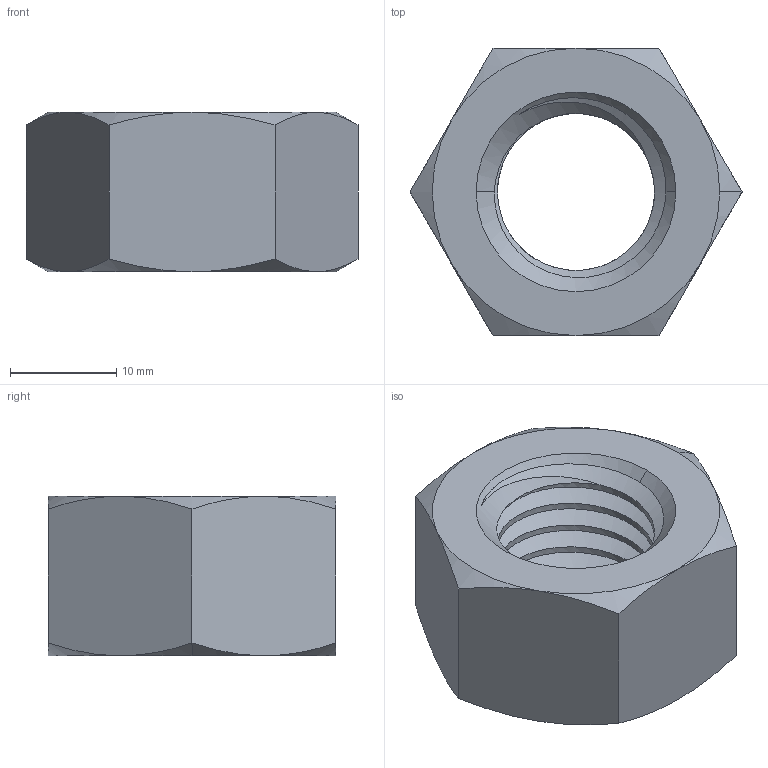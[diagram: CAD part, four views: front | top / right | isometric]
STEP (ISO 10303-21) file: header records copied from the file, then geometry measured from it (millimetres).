
FILE_DESCRIPTION (( 'STEP AP214' ), '1' );
FILE_NAME ('M18 Nut.STEP', '2019-05-01T13:49:58', ( '' ), ( '' ), 'SwSTEP 2.0', 'SolidWorks 2018', '' );
FILE_SCHEMA (( 'AUTOMOTIVE_DESIGN' ));
Length unit declared in the file: millimetre
Products named in the file (1): M18 Nut
Bounding box: 31.18 x 27 x 15 mm (x, y, z)
Volume: 6293.2 mm3; surface area: 3373.3 mm2
Topology: 1 solids, 1 shells, 38 faces, 94 edges, 58 vertices
Faces by surface type: cone 18, cylinder 10, plane 8, bspline 2
Entity records: 2293 total; most frequent: CARTESIAN_POINT 1475, ORIENTED_EDGE 188, DIRECTION 135, EDGE_CURVE 94, VERTEX_POINT 58, AXIS2_PLACEMENT_3D 57, EDGE_LOOP 40, ADVANCED_FACE 38
